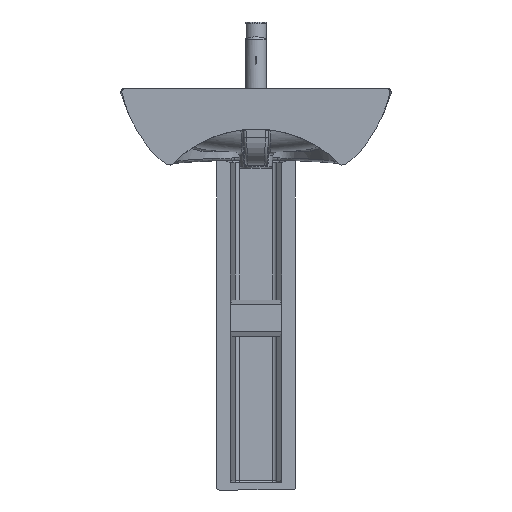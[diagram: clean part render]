
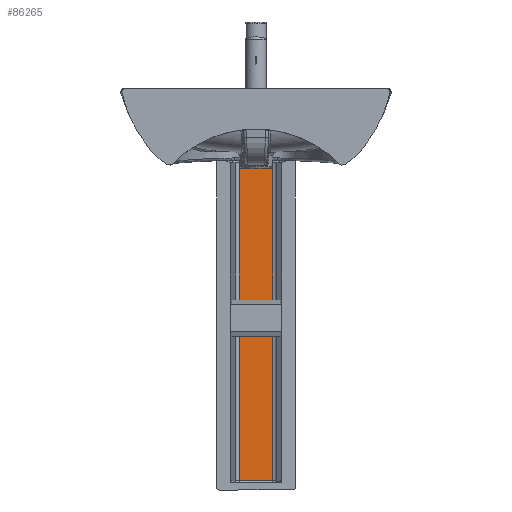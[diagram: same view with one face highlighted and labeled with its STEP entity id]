
A CAD part, left-side view. The second image highlights one B-rep face of the part: STEP entity #86265.
In plain terms, the highlighted free-form (B-spline) face has degree [5, 1] with [6, 2] control points.
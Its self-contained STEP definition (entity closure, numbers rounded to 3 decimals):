
#85611=CARTESIAN_POINT('',(284.435,37.41,-712.));
#85612=VERTEX_POINT('',#85611);
#85884=CARTESIAN_POINT('',(284.435,-37.41,-712.0));
#85885=VERTEX_POINT('',#85884);
#85893=CARTESIAN_POINT('',(284.435,-37.41,-712.0));
#85894=CARTESIAN_POINT('',(285.486,-24.874,-712.0));
#85895=CARTESIAN_POINT('',(286.097,-12.278,-712.0));
#85896=CARTESIAN_POINT('',(286.265,0.295,-712.0));
#85897=CARTESIAN_POINT('',(285.941,15.223,-712.0));
#85898=CARTESIAN_POINT('',(284.996,30.113,-712.0));
#85899=CARTESIAN_POINT('',(284.833,32.438,-712.0));
#85900=CARTESIAN_POINT('',(284.65,34.83,-712.0));
#85901=CARTESIAN_POINT('',(284.451,37.22,-712.0));
#85902=CARTESIAN_POINT('',(284.446,37.286,-712.0));
#85903=CARTESIAN_POINT('',(284.44,37.349,-712.0));
#85904=CARTESIAN_POINT('',(284.435,37.41,-712.0));
#85905=B_SPLINE_CURVE_WITH_KNOTS('',5,(#85893,#85894,#85895,#85896,#85897,#85898,#85899,#85900,#85901,#85902,#85903,#85904),.UNSPECIFIED.,.F.,.U.,(6,3,3,6),(436.364,546.128,566.451,567.049),.UNSPECIFIED.);
#85906=EDGE_CURVE('',#85612,#85885,#85905,.F.);
#86174=CARTESIAN_POINT('',(284.435,37.41,-4.0));
#86175=VERTEX_POINT('',#86174);
#86185=CARTESIAN_POINT('',(284.435,37.41,-4.0));
#86186=DIRECTION('',(0.0,0.0,-1.0));
#86187=VECTOR('',#86186,708.);
#86188=LINE('',#86185,#86187);
#86189=EDGE_CURVE('',#85612,#86175,#86188,.F.);
#86231=CARTESIAN_POINT('',(284.435,-37.41,-4.));
#86232=CARTESIAN_POINT('',(285.685,-22.494,-4.));
#86233=CARTESIAN_POINT('',(286.315,-7.478,-4.));
#86234=CARTESIAN_POINT('',(286.312,7.48,-4.));
#86235=CARTESIAN_POINT('',(285.686,22.492,-4.));
#86236=CARTESIAN_POINT('',(284.435,37.41,-4.));
#86237=CARTESIAN_POINT('',(284.435,-37.41,-712.0));
#86238=CARTESIAN_POINT('',(285.685,-22.494,-712.0));
#86239=CARTESIAN_POINT('',(286.315,-7.478,-712.0));
#86240=CARTESIAN_POINT('',(286.312,7.48,-712.0));
#86241=CARTESIAN_POINT('',(285.686,22.492,-712.0));
#86242=CARTESIAN_POINT('',(284.435,37.41,-712.0));
#86243=B_SPLINE_SURFACE_WITH_KNOTS('',5,1,((#86231,#86237),(#86232,#86238),(#86233,#86239),(#86234,#86240),(#86235,#86241),(#86236,#86242)),.UNSPECIFIED.,.F.,.F.,.U.,(6,6),(2,2),(315.569,423.178),(4.,712.0),.UNSPECIFIED.);
#86244=ORIENTED_EDGE('',*,*,#86189,.F.);
#86245=ORIENTED_EDGE('',*,*,#85906,.T.);
#86246=CARTESIAN_POINT('',(284.435,-37.41,-4.));
#86247=VERTEX_POINT('',#86246);
#86248=CARTESIAN_POINT('',(284.435,-37.41,-4.));
#86249=DIRECTION('',(0.0,0.0,-1.0));
#86250=VECTOR('',#86249,708.);
#86251=LINE('',#86248,#86250);
#86252=EDGE_CURVE('',#85885,#86247,#86251,.F.);
#86253=ORIENTED_EDGE('',*,*,#86252,.T.);
#86254=CARTESIAN_POINT('',(284.435,37.41,-4.0));
#86255=CARTESIAN_POINT('',(285.686,22.492,-4.0));
#86256=CARTESIAN_POINT('',(286.312,7.48,-4.0));
#86257=CARTESIAN_POINT('',(286.315,-7.478,-4.0));
#86258=CARTESIAN_POINT('',(285.685,-22.494,-4.0));
#86259=CARTESIAN_POINT('',(284.435,-37.41,-4.0));
#86260=B_SPLINE_CURVE_WITH_KNOTS('',5,(#86254,#86255,#86256,#86257,#86258,#86259),.UNSPECIFIED.,.F.,.U.,(6,6),(-53.703,53.906),.UNSPECIFIED.);
#86261=EDGE_CURVE('',#86247,#86175,#86260,.F.);
#86262=ORIENTED_EDGE('',*,*,#86261,.T.);
#86263=EDGE_LOOP('',(#86244,#86245,#86253,#86262));
#86264=FACE_OUTER_BOUND('',#86263,.T.);
#86265=ADVANCED_FACE('',(#86264),#86243,.T.);
